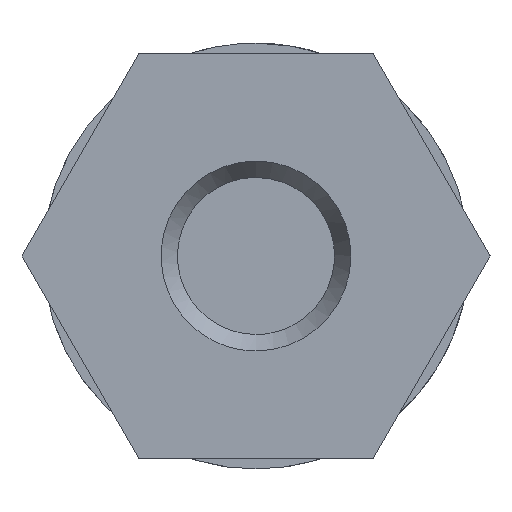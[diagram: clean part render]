
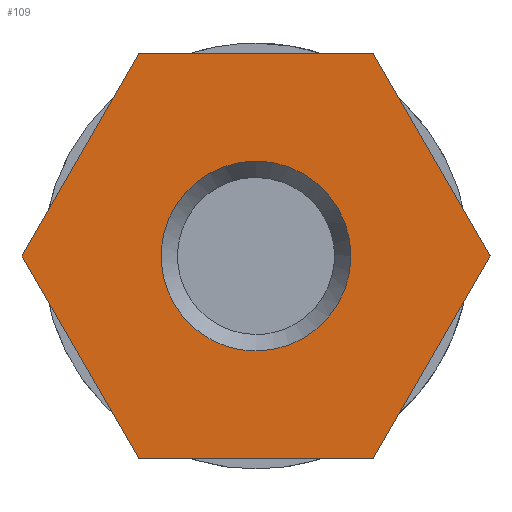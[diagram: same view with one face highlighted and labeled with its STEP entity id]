
A CAD part, front view. The second image highlights one B-rep face of the part: STEP entity #109.
In plain terms, the highlighted free-form (B-spline) face has degree [1, 1] with [2, 2] control points.
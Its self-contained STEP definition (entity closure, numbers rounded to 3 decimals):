
#109 = ADVANCED_FACE( '', ( #171, #172 ), #173, .T. );
#171 = FACE_OUTER_BOUND( '', #298, .T. );
#172 = FACE_BOUND( '', #299, .T. );
#173 = B_SPLINE_SURFACE_WITH_KNOTS( '', 1, 1, ( ( #300, #301 ), ( #302, #303 ) ), .UNSPECIFIED., .F., .F., .F., ( 2, 2 ), ( 2, 2 ), ( 0., 1. ), ( 0., 1. ), .UNSPECIFIED. );
#298 = EDGE_LOOP( '', ( #512, #513, #514, #515, #516, #517 ) );
#299 = EDGE_LOOP( '', ( #518, #519 ) );
#300 = CARTESIAN_POINT( '', ( -4.616, 0., 3.95 ) );
#301 = CARTESIAN_POINT( '', ( 4.616, 0., 3.95 ) );
#302 = CARTESIAN_POINT( '', ( -4.616, 0., -3.95 ) );
#303 = CARTESIAN_POINT( '', ( 4.616, 0., -3.95 ) );
#512 = ORIENTED_EDGE( '', *, *, #670, .T. );
#513 = ORIENTED_EDGE( '', *, *, #701, .T. );
#514 = ORIENTED_EDGE( '', *, *, #728, .T. );
#515 = ORIENTED_EDGE( '', *, *, #690, .T. );
#516 = ORIENTED_EDGE( '', *, *, #729, .T. );
#517 = ORIENTED_EDGE( '', *, *, #686, .T. );
#518 = ORIENTED_EDGE( '', *, *, #656, .T. );
#519 = ORIENTED_EDGE( '', *, *, #655, .F. );
#655 = EDGE_CURVE( '', #766, #767, #768, .T. );
#656 = EDGE_CURVE( '', #766, #767, #769, .F. );
#670 = EDGE_CURVE( '', #791, #795, #797, .T. );
#686 = EDGE_CURVE( '', #823, #791, #826, .T. );
#690 = EDGE_CURVE( '', #828, #832, #834, .T. );
#701 = EDGE_CURVE( '', #795, #853, #855, .T. );
#728 = EDGE_CURVE( '', #853, #828, #900, .T. );
#729 = EDGE_CURVE( '', #832, #823, #901, .T. );
#766 = VERTEX_POINT( '', #968 );
#767 = VERTEX_POINT( '', #969 );
#768 = ( BOUNDED_CURVE(  )B_SPLINE_CURVE( 3, ( #972, #973, #974, #975 ), .UNSPECIFIED., .F., .F. )B_SPLINE_CURVE_WITH_KNOTS( ( 4, 4 ), ( -3.142, 0. ), .UNSPECIFIED. )CURVE(  )GEOMETRIC_REPRESENTATION_ITEM(  )RATIONAL_B_SPLINE_CURVE( ( 1., 0.333, 0.333, 1. ) )REPRESENTATION_ITEM( '' ) );
#769 = CIRCLE( '', #981, 1.85 );
#791 = VERTEX_POINT( '', #1030 );
#795 = VERTEX_POINT( '', #1038 );
#797 = B_SPLINE_CURVE_WITH_KNOTS( '', 3, ( #1041, #1042, #1043, #1044 ), .UNSPECIFIED., .F., .F., ( 4, 4 ), ( 0., 1. ), .UNSPECIFIED. );
#823 = VERTEX_POINT( '', #1129 );
#826 = B_SPLINE_CURVE_WITH_KNOTS( '', 3, ( #1136, #1137, #1138, #1139 ), .UNSPECIFIED., .F., .F., ( 4, 4 ), ( 0., 1. ), .UNSPECIFIED. );
#828 = VERTEX_POINT( '', #1141 );
#832 = VERTEX_POINT( '', #1149 );
#834 = B_SPLINE_CURVE_WITH_KNOTS( '', 3, ( #1152, #1153, #1154, #1155 ), .UNSPECIFIED., .F., .F., ( 4, 4 ), ( 0., 1. ), .UNSPECIFIED. );
#853 = VERTEX_POINT( '', #1183 );
#855 = B_SPLINE_CURVE_WITH_KNOTS( '', 1, ( #1186, #1187 ), .UNSPECIFIED., .F., .F., ( 2, 2 ), ( 0., 1. ), .UNSPECIFIED. );
#900 = B_SPLINE_CURVE_WITH_KNOTS( '', 3, ( #1270, #1271, #1272, #1273 ), .UNSPECIFIED., .F., .F., ( 4, 4 ), ( 0., 1. ), .UNSPECIFIED. );
#901 = B_SPLINE_CURVE_WITH_KNOTS( '', 1, ( #1274, #1275 ), .UNSPECIFIED., .F., .F., ( 2, 2 ), ( 0., 1. ), .UNSPECIFIED. );
#968 = CARTESIAN_POINT( '', ( 0., 0., 1.85 ) );
#969 = CARTESIAN_POINT( '', ( 0., 0., -1.85 ) );
#972 = CARTESIAN_POINT( '', ( 0., 0., 1.85 ) );
#973 = CARTESIAN_POINT( '', ( -3.7, 0., 1.85 ) );
#974 = CARTESIAN_POINT( '', ( -3.7, 0., -1.85 ) );
#975 = CARTESIAN_POINT( '', ( 0., 0., -1.85 ) );
#981 = AXIS2_PLACEMENT_3D( '', #1361, #1362, #1363 );
#1030 = CARTESIAN_POINT( '', ( 4.561, 0., 0. ) );
#1038 = CARTESIAN_POINT( '', ( 2.281, 0., 3.95 ) );
#1041 = CARTESIAN_POINT( '', ( 4.561, 0., 0. ) );
#1042 = CARTESIAN_POINT( '', ( 3.801, 0., 1.317 ) );
#1043 = CARTESIAN_POINT( '', ( 3.041, 0., 2.633 ) );
#1044 = CARTESIAN_POINT( '', ( 2.281, 0., 3.95 ) );
#1129 = CARTESIAN_POINT( '', ( 2.281, 0., -3.95 ) );
#1136 = CARTESIAN_POINT( '', ( 2.281, 0., -3.95 ) );
#1137 = CARTESIAN_POINT( '', ( 3.041, 0., -2.633 ) );
#1138 = CARTESIAN_POINT( '', ( 3.801, 0., -1.317 ) );
#1139 = CARTESIAN_POINT( '', ( 4.561, 0., 0. ) );
#1141 = CARTESIAN_POINT( '', ( -4.561, 0., 0. ) );
#1149 = CARTESIAN_POINT( '', ( -2.281, 0., -3.95 ) );
#1152 = CARTESIAN_POINT( '', ( -4.561, 0., 0. ) );
#1153 = CARTESIAN_POINT( '', ( -3.801, 0., -1.317 ) );
#1154 = CARTESIAN_POINT( '', ( -3.041, 0., -2.633 ) );
#1155 = CARTESIAN_POINT( '', ( -2.281, 0., -3.95 ) );
#1183 = CARTESIAN_POINT( '', ( -2.281, 0., 3.95 ) );
#1186 = CARTESIAN_POINT( '', ( 2.281, 0., 3.95 ) );
#1187 = CARTESIAN_POINT( '', ( -2.281, 0., 3.95 ) );
#1270 = CARTESIAN_POINT( '', ( -2.281, 0., 3.95 ) );
#1271 = CARTESIAN_POINT( '', ( -3.041, 0., 2.633 ) );
#1272 = CARTESIAN_POINT( '', ( -3.801, 0., 1.317 ) );
#1273 = CARTESIAN_POINT( '', ( -4.561, 0., 0. ) );
#1274 = CARTESIAN_POINT( '', ( -2.281, 0., -3.95 ) );
#1275 = CARTESIAN_POINT( '', ( 2.281, 0., -3.95 ) );
#1361 = CARTESIAN_POINT( '', ( 0., 0., 0. ) );
#1362 = DIRECTION( '', ( 0., -1., 0. ) );
#1363 = DIRECTION( '', ( 0., 0., -1. ) );
